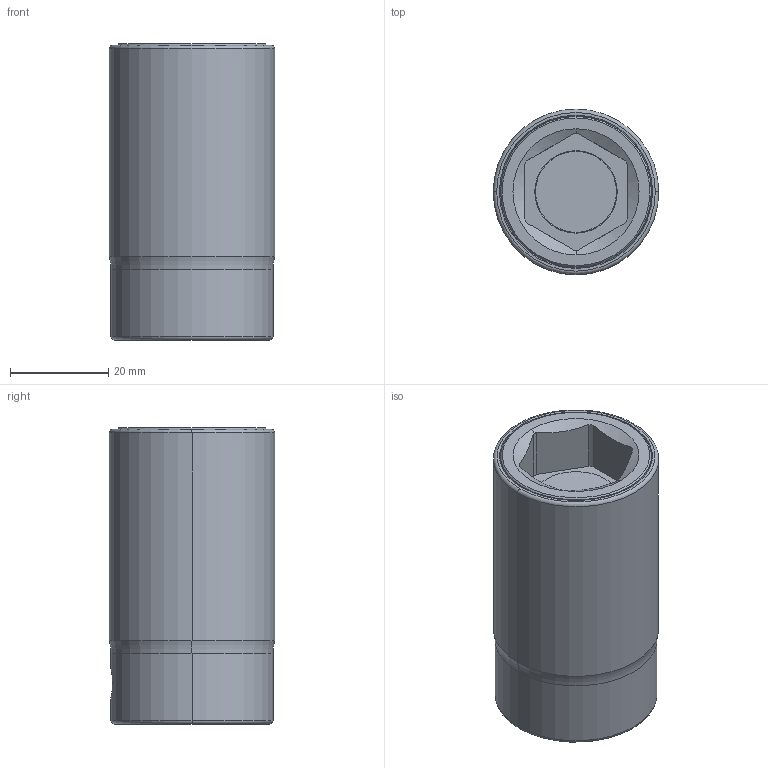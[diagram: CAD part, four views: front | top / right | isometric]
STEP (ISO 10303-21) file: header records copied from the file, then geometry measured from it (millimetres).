
FILE_DESCRIPTION((''),'2;1');
FILE_NAME('4027136221_ASM','2023-09-25T15:42:40',('a00565553'),(''),'CREO PARAMETRIC BY PTC INC, 2022414','CREO PARAMETRIC BY PTC INC, 2022414','');
FILE_SCHEMA(('CONFIG_CONTROL_DESIGN','GEOMETRIC_VALIDATION_PROPERTIES_MIM'));
Length unit declared in the file: millimetre
Products named in the file (3): 4027130721; 4027299386; 4027136221_ASM
Assembly tree (2 placements, depth 2):
  4027136221_ASM
    4027130721
    4027299386
Bounding box: 33.7 x 33.7 x 60.3 mm (x, y, z)
Volume: 38070.6 mm3; surface area: 24293.3 mm2
Topology: 4 solids, 4 shells, 96 faces, 237 edges, 146 vertices
Faces by surface type: cylinder 37, plane 28, cone 14, torus 13, bspline 4
Entity records: 5043 total; most frequent: CARTESIAN_POINT 2376, DIRECTION 482, ORIENTED_EDGE 474, EDGE_CURVE 237, AXIS2_PLACEMENT_3D 203, VERTEX_POINT 146, CIRCLE 106, EDGE_LOOP 103
